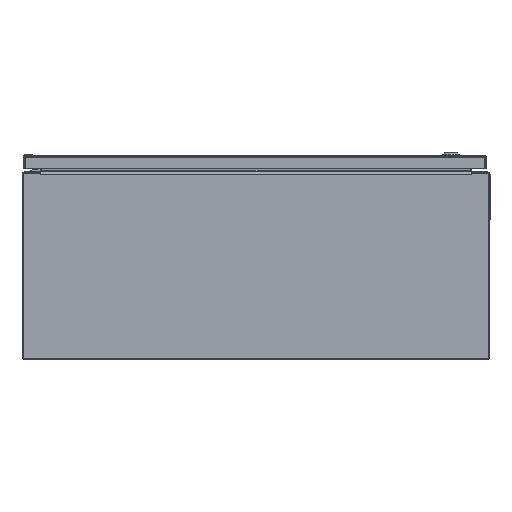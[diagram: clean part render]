
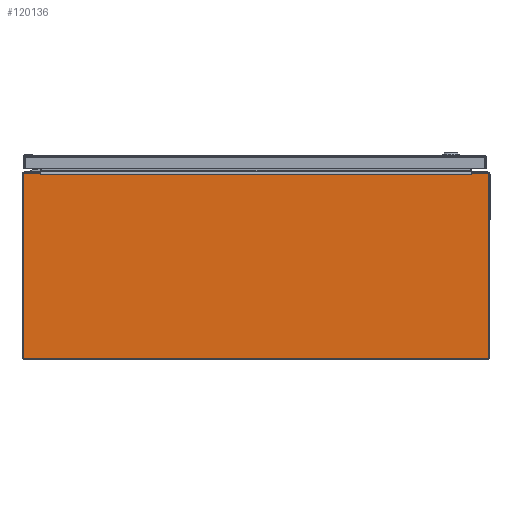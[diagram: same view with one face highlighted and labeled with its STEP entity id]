
A CAD part, front view. The second image highlights one B-rep face of the part: STEP entity #120136.
In plain terms, the highlighted planar face has unit normal (0, -1, 0).
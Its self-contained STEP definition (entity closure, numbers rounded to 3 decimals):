
#430 = EDGE_CURVE ( 'NONE', #95706, #22275, #65667, .T. ) ;
#620 = VECTOR ( 'NONE', #112190, 39.37 ) ;
#1149 = CARTESIAN_POINT ( 'NONE',  ( 13.806, -21., 5.855 ) ) ;
#1749 = LINE ( 'NONE', #1149, #43326 ) ;
#2599 = VECTOR ( 'NONE', #114610, 39.37 ) ;
#6666 = FACE_OUTER_BOUND ( 'NONE', #14044, .T. ) ;
#9600 = VERTEX_POINT ( 'NONE', #74916 ) ;
#10187 = CARTESIAN_POINT ( 'NONE',  ( -13.798, -21., 5.855 ) ) ;
#10491 = LINE ( 'NONE', #76785, #2599 ) ;
#11282 = AXIS2_PLACEMENT_3D ( 'NONE', #54941, #36940, #101426 ) ;
#12217 = ORIENTED_EDGE ( 'NONE', *, *, #38425, .T. ) ;
#12490 = ORIENTED_EDGE ( 'NONE', *, *, #78512, .T. ) ;
#12787 = DIRECTION ( 'NONE',  ( -1., 0., 0. ) ) ;
#14044 = EDGE_LOOP ( 'NONE', ( #12217, #12490, #15444, #112663, #69924, #78015, #20128, #73791, #70333, #116917, #30188, #25242, #103680, #42016 ) ) ;
#15412 = CARTESIAN_POINT ( 'NONE',  ( 14.857, -21., -5.857 ) ) ;
#15429 = VERTEX_POINT ( 'NONE', #103891 ) ;
#15444 = ORIENTED_EDGE ( 'NONE', *, *, #114981, .T. ) ;
#20128 = ORIENTED_EDGE ( 'NONE', *, *, #103487, .T. ) ;
#21763 = VECTOR ( 'NONE', #41236, 39.37 ) ;
#21931 = AXIS2_PLACEMENT_3D ( 'NONE', #51207, #107618, #49369 ) ;
#22275 = VERTEX_POINT ( 'NONE', #32735 ) ;
#23278 = EDGE_CURVE ( 'NONE', #15429, #100668, #46822, .T. ) ;
#24440 = VECTOR ( 'NONE', #110861, 39.37 ) ;
#25242 = ORIENTED_EDGE ( 'NONE', *, *, #80341, .T. ) ;
#25778 = VERTEX_POINT ( 'NONE', #64427 ) ;
#28381 = VECTOR ( 'NONE', #77738, 39.37 ) ;
#29702 = EDGE_CURVE ( 'NONE', #106832, #63745, #97634, .T. ) ;
#30188 = ORIENTED_EDGE ( 'NONE', *, *, #70552, .T. ) ;
#32735 = CARTESIAN_POINT ( 'NONE',  ( -13.828, -21., 5.937 ) ) ;
#33440 = EDGE_CURVE ( 'NONE', #81421, #36916, #118897, .T. ) ;
#33449 = EDGE_CURVE ( 'NONE', #46425, #95706, #88992, .T. ) ;
#34603 = CARTESIAN_POINT ( 'NONE',  ( 13.814, -21., 5.855 ) ) ;
#34687 = CARTESIAN_POINT ( 'NONE',  ( 0., -21., -5.937 ) ) ;
#35849 = LINE ( 'NONE', #74259, #51535 ) ;
#36916 = VERTEX_POINT ( 'NONE', #63089 ) ;
#36940 = DIRECTION ( 'NONE',  ( 0., -1., 0. ) ) ;
#37785 = CARTESIAN_POINT ( 'NONE',  ( -13.814, -21., 5.855 ) ) ;
#38425 = EDGE_CURVE ( 'NONE', #22275, #121033, #58547, .T. ) ;
#39943 = CARTESIAN_POINT ( 'NONE',  ( 0., -21., 5.937 ) ) ;
#41236 = DIRECTION ( 'NONE',  ( -0.174, 0., -0.985 ) ) ;
#42016 = ORIENTED_EDGE ( 'NONE', *, *, #430, .T. ) ;
#43238 = PLANE ( 'NONE',  #90071 ) ;
#43326 = VECTOR ( 'NONE', #76735, 39.37 ) ;
#43739 = CARTESIAN_POINT ( 'NONE',  ( -14.937, -21., 5.857 ) ) ;
#43865 = CARTESIAN_POINT ( 'NONE',  ( 0., -21., 0. ) ) ;
#45790 = CARTESIAN_POINT ( 'NONE',  ( 0., -21., 5.937 ) ) ;
#46350 = VERTEX_POINT ( 'NONE', #43739 ) ;
#46425 = VERTEX_POINT ( 'NONE', #10187 ) ;
#46455 = CARTESIAN_POINT ( 'NONE',  ( -13.814, -21., 5.855 ) ) ;
#46822 = CIRCLE ( 'NONE', #118023, 0.08 ) ;
#49369 = DIRECTION ( 'NONE',  ( 0., 0., -1. ) ) ;
#51207 = CARTESIAN_POINT ( 'NONE',  ( -14.857, -21., -5.857 ) ) ;
#51535 = VECTOR ( 'NONE', #94687, 39.37 ) ;
#52659 = VECTOR ( 'NONE', #75510, 39.37 ) ;
#53283 = LINE ( 'NONE', #34687, #120957 ) ;
#54941 = CARTESIAN_POINT ( 'NONE',  ( 14.857, -21., 5.857 ) ) ;
#58547 = LINE ( 'NONE', #39943, #28381 ) ;
#59191 = CARTESIAN_POINT ( 'NONE',  ( -14.937, -21., -5.857 ) ) ;
#63089 = CARTESIAN_POINT ( 'NONE',  ( -14.857, -21., -5.937 ) ) ;
#63421 = VECTOR ( 'NONE', #12787, 39.37 ) ;
#63745 = VERTEX_POINT ( 'NONE', #34603 ) ;
#64427 = CARTESIAN_POINT ( 'NONE',  ( 13.798, -21., 5.855 ) ) ;
#65667 = LINE ( 'NONE', #37785, #620 ) ;
#65668 = AXIS2_PLACEMENT_3D ( 'NONE', #78249, #95019, #96845 ) ;
#67463 = EDGE_CURVE ( 'NONE', #105965, #9600, #100383, .T. ) ;
#69672 = CARTESIAN_POINT ( 'NONE',  ( -14.857, -21., 5.937 ) ) ;
#69924 = ORIENTED_EDGE ( 'NONE', *, *, #85834, .T. ) ;
#70333 = ORIENTED_EDGE ( 'NONE', *, *, #121678, .T. ) ;
#70552 = EDGE_CURVE ( 'NONE', #63745, #25778, #1749, .T. ) ;
#72398 = DIRECTION ( 'NONE',  ( 0., -1., 0. ) ) ;
#72474 = DIRECTION ( 'NONE',  ( 1., 0., 0. ) ) ;
#73791 = ORIENTED_EDGE ( 'NONE', *, *, #67463, .T. ) ;
#74259 = CARTESIAN_POINT ( 'NONE',  ( 14.937, -21., 0. ) ) ;
#74916 = CARTESIAN_POINT ( 'NONE',  ( 14.857, -21., 5.937 ) ) ;
#75510 = DIRECTION ( 'NONE',  ( -1., 0., 0. ) ) ;
#76735 = DIRECTION ( 'NONE',  ( -1., 0., 0. ) ) ;
#76785 = CARTESIAN_POINT ( 'NONE',  ( 0., -21., 5.855 ) ) ;
#77738 = DIRECTION ( 'NONE',  ( -1., 0., 0. ) ) ;
#78015 = ORIENTED_EDGE ( 'NONE', *, *, #23278, .T. ) ;
#78249 = CARTESIAN_POINT ( 'NONE',  ( -14.857, -21., 5.857 ) ) ;
#78512 = EDGE_CURVE ( 'NONE', #121033, #46350, #97325, .T. ) ;
#79695 = CARTESIAN_POINT ( 'NONE',  ( 0., -21., 5.855 ) ) ;
#80341 = EDGE_CURVE ( 'NONE', #25778, #46425, #10491, .T. ) ;
#81136 = LINE ( 'NONE', #118934, #24440 ) ;
#81421 = VERTEX_POINT ( 'NONE', #59191 ) ;
#83291 = CARTESIAN_POINT ( 'NONE',  ( 14.937, -21., -5.857 ) ) ;
#85834 = EDGE_CURVE ( 'NONE', #36916, #15429, #53283, .T. ) ;
#88179 = CARTESIAN_POINT ( 'NONE',  ( 13.828, -21., 5.937 ) ) ;
#88992 = LINE ( 'NONE', #79695, #63421 ) ;
#89089 = DIRECTION ( 'NONE',  ( 0., 0., -1. ) ) ;
#90071 = AXIS2_PLACEMENT_3D ( 'NONE', #43865, #99634, #89089 ) ;
#94687 = DIRECTION ( 'NONE',  ( 0., 0., 1. ) ) ;
#95019 = DIRECTION ( 'NONE',  ( 0., -1., 0. ) ) ;
#95706 = VERTEX_POINT ( 'NONE', #46455 ) ;
#96845 = DIRECTION ( 'NONE',  ( 0., 0., -1. ) ) ;
#97325 = CIRCLE ( 'NONE', #65668, 0.08 ) ;
#97634 = LINE ( 'NONE', #114431, #21763 ) ;
#99634 = DIRECTION ( 'NONE',  ( 0., -1., 0. ) ) ;
#100383 = CIRCLE ( 'NONE', #11282, 0.08 ) ;
#100668 = VERTEX_POINT ( 'NONE', #83291 ) ;
#101426 = DIRECTION ( 'NONE',  ( 0., 0., -1. ) ) ;
#103421 = LINE ( 'NONE', #45790, #52659 ) ;
#103487 = EDGE_CURVE ( 'NONE', #100668, #105965, #35849, .T. ) ;
#103680 = ORIENTED_EDGE ( 'NONE', *, *, #33449, .T. ) ;
#103891 = CARTESIAN_POINT ( 'NONE',  ( 14.857, -21., -5.937 ) ) ;
#104783 = CARTESIAN_POINT ( 'NONE',  ( 14.937, -21., 5.857 ) ) ;
#105965 = VERTEX_POINT ( 'NONE', #104783 ) ;
#106832 = VERTEX_POINT ( 'NONE', #88179 ) ;
#107618 = DIRECTION ( 'NONE',  ( 0., -1., 0. ) ) ;
#110861 = DIRECTION ( 'NONE',  ( 0., 0., -1. ) ) ;
#112190 = DIRECTION ( 'NONE',  ( -0.174, 0., 0.985 ) ) ;
#112663 = ORIENTED_EDGE ( 'NONE', *, *, #33440, .T. ) ;
#114431 = CARTESIAN_POINT ( 'NONE',  ( 13.828, -21., 5.937 ) ) ;
#114610 = DIRECTION ( 'NONE',  ( -1., 0., 0. ) ) ;
#114981 = EDGE_CURVE ( 'NONE', #46350, #81421, #81136, .T. ) ;
#116917 = ORIENTED_EDGE ( 'NONE', *, *, #29702, .T. ) ;
#118023 = AXIS2_PLACEMENT_3D ( 'NONE', #15412, #72398, #120105 ) ;
#118897 = CIRCLE ( 'NONE', #21931, 0.08 ) ;
#118934 = CARTESIAN_POINT ( 'NONE',  ( -14.937, -21., 0. ) ) ;
#120105 = DIRECTION ( 'NONE',  ( 0., 0., -1. ) ) ;
#120136 = ADVANCED_FACE ( 'NONE', ( #6666 ), #43238, .T. ) ;
#120957 = VECTOR ( 'NONE', #72474, 39.37 ) ;
#121033 = VERTEX_POINT ( 'NONE', #69672 ) ;
#121678 = EDGE_CURVE ( 'NONE', #9600, #106832, #103421, .T. ) ;
